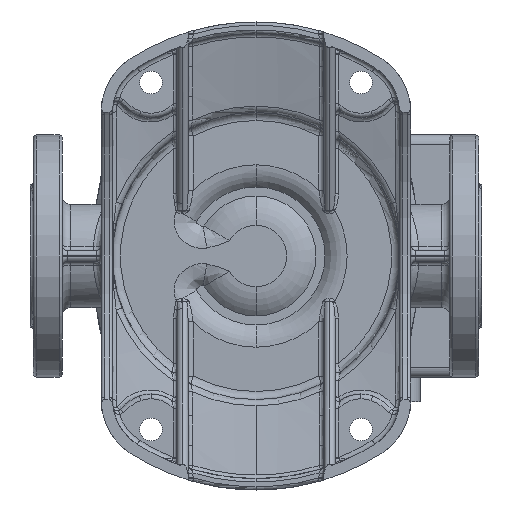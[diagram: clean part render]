
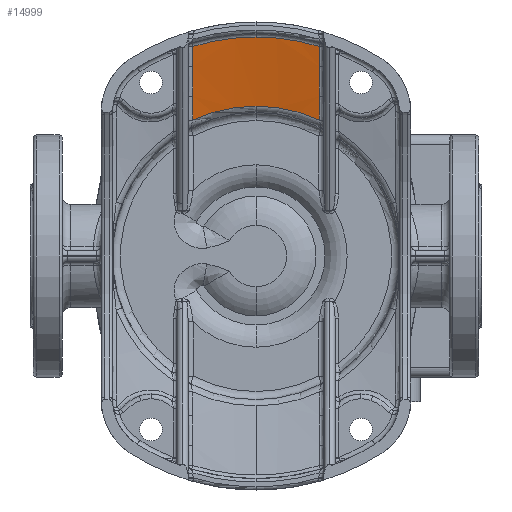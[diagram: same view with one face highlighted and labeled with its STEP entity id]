
A CAD part, front view. The second image highlights one B-rep face of the part: STEP entity #14999.
In plain terms, the highlighted conical face has half-angle 77 degrees and reference radius 38.425 mm.
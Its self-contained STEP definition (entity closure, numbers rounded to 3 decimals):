
#313 = B_SPLINE_CURVE_WITH_KNOTS ( 'NONE', 3,
 ( #17894, #5947, #22770, #45541, #61627, #27620, #68345 ),
 .UNSPECIFIED., .F., .F.,
 ( 4, 3, 4 ),
 ( 0., 0.006, 0.013 ),
 .UNSPECIFIED. ) ;
#1904 = CARTESIAN_POINT ( 'NONE',  ( 0., 33.35, 92.875 ) ) ;
#2515 = CARTESIAN_POINT ( 'NONE',  ( -39.285, 33.35, 84.157 ) ) ;
#2580 = EDGE_CURVE ( 'NONE', #6071, #46988, #53435, .T. ) ;
#2989 = VERTEX_POINT ( 'NONE', #4942 ) ;
#4616 = CARTESIAN_POINT ( 'NONE',  ( 39.249, 30.2, 99.022 ) ) ;
#4942 = CARTESIAN_POINT ( 'NONE',  ( 39.214, 26.209, 117.43 ) ) ;
#4991 = CARTESIAN_POINT ( 'NONE',  ( 39.26, 31.332, 93.746 ) ) ;
#5804 = CARTESIAN_POINT ( 'NONE',  ( 39.249, 30.2, 99.022 ) ) ;
#5947 = CARTESIAN_POINT ( 'NONE',  ( -39.198, 23.9, 127.937 ) ) ;
#6071 = VERTEX_POINT ( 'NONE', #42021 ) ;
#6796 = CARTESIAN_POINT ( 'NONE',  ( -39.214, 26.209, 117.43 ) ) ;
#8005 = ORIENTED_EDGE ( 'NONE', *, *, #65399, .T. ) ;
#8037 = B_SPLINE_CURVE_WITH_KNOTS ( 'NONE', 3,
 ( #5804, #39413, #17022, #68198 ),
 .UNSPECIFIED., .F., .F.,
 ( 4, 4 ),
 ( 0., 1. ),
 .UNSPECIFIED. ) ;
#9994 = ORIENTED_EDGE ( 'NONE', *, *, #2580, .T. ) ;
#11470 = DIRECTION ( 'NONE',  ( 0., -1., 0. ) ) ;
#11479 = CIRCLE ( 'NONE', #62777, 92.875 ) ;
#14999 = ADVANCED_FACE ( 'NONE', ( #47277 ), #23366, .F. ) ;
#17022 = CARTESIAN_POINT ( 'NONE',  ( 39.225, 27.649, 110.85 ) ) ;
#17042 = EDGE_CURVE ( 'NONE', #41134, #61729, #73358, .T. ) ;
#17894 = CARTESIAN_POINT ( 'NONE',  ( -39.195, 23.469, 129.89 ) ) ;
#19633 = EDGE_CURVE ( 'NONE', #61890, #58860, #62300, .T. ) ;
#20801 = CARTESIAN_POINT ( 'NONE',  ( -39.249, 30.2, 99.022 ) ) ;
#20933 = CARTESIAN_POINT ( 'NONE',  ( 0., 33.35, 0. ) ) ;
#21194 = DIRECTION ( 'NONE',  ( 0., 1., 0. ) ) ;
#21932 = CARTESIAN_POINT ( 'NONE',  ( 0., 23.469, 0. ) ) ;
#22770 = CARTESIAN_POINT ( 'NONE',  ( -39.2, 24.331, 125.984 ) ) ;
#23249 = CARTESIAN_POINT ( 'NONE',  ( 0., 23.469, 135.675 ) ) ;
#23366 = CONICAL_SURFACE ( 'NONE', #49618, 38.425, 1.344 ) ;
#24083 = CIRCLE ( 'NONE', #71818, 135.675 ) ;
#24314 = CARTESIAN_POINT ( 'NONE',  ( 39.207, 25.353, 121.337 ) ) ;
#24937 = ORIENTED_EDGE ( 'NONE', *, *, #51400, .T. ) ;
#24978 = EDGE_CURVE ( 'NONE', #61729, #71296, #24083, .T. ) ;
#25565 = CARTESIAN_POINT ( 'NONE',  ( 39.249, 30.2, 99.022 ) ) ;
#25665 = CARTESIAN_POINT ( 'NONE',  ( -39.272, 32.382, 88.791 ) ) ;
#27145 = DIRECTION ( 'NONE',  ( 0., 0., -1. ) ) ;
#27207 = AXIS2_PLACEMENT_3D ( 'NONE', #38723, #21194, #27145 ) ;
#27620 = CARTESIAN_POINT ( 'NONE',  ( -39.21, 25.728, 119.63 ) ) ;
#28406 = EDGE_CURVE ( 'NONE', #46988, #47246, #11479, .T. ) ;
#29159 = CARTESIAN_POINT ( 'NONE',  ( -39.225, 27.649, 110.85 ) ) ;
#30278 = EDGE_LOOP ( 'NONE', ( #9994, #67546, #65592, #72457, #24937, #46908, #71248, #37559, #56748, #8005 ) ) ;
#34279 = B_SPLINE_CURVE_WITH_KNOTS ( 'NONE', 3,
 ( #40035, #57581, #24314, #47081, #63195, #62835, #51608 ),
 .UNSPECIFIED., .F., .F.,
 ( 4, 3, 4 ),
 ( 0., 0.006, 0.013 ),
 .UNSPECIFIED. ) ;
#35369 = EDGE_CURVE ( 'NONE', #47246, #72515, #52331, .T. ) ;
#37166 = DIRECTION ( 'NONE',  ( 0., 0., -1. ) ) ;
#37559 = ORIENTED_EDGE ( 'NONE', *, *, #39469, .T. ) ;
#38723 = CARTESIAN_POINT ( 'NONE',  ( 0., 33.35, 0. ) ) ;
#39413 = CARTESIAN_POINT ( 'NONE',  ( 39.236, 28.98, 104.715 ) ) ;
#39469 = EDGE_CURVE ( 'NONE', #71296, #61890, #313, .T. ) ;
#39856 = CARTESIAN_POINT ( 'NONE',  ( 39.195, 23.469, 129.89 ) ) ;
#40035 = CARTESIAN_POINT ( 'NONE',  ( 39.214, 26.209, 117.43 ) ) ;
#40383 = CARTESIAN_POINT ( 'NONE',  ( -39.236, 28.98, 104.715 ) ) ;
#41110 = AXIS2_PLACEMENT_3D ( 'NONE', #73458, #45040, #61863 ) ;
#41134 = VERTEX_POINT ( 'NONE', #39856 ) ;
#42021 = CARTESIAN_POINT ( 'NONE',  ( -39.285, 33.35, 84.157 ) ) ;
#43822 = CARTESIAN_POINT ( 'NONE',  ( 39.272, 32.382, 88.791 ) ) ;
#45040 = DIRECTION ( 'NONE',  ( 0., -1., 0. ) ) ;
#45304 = EDGE_CURVE ( 'NONE', #72515, #2989, #8037, .T. ) ;
#45541 = CARTESIAN_POINT ( 'NONE',  ( -39.203, 24.761, 124.031 ) ) ;
#46908 = ORIENTED_EDGE ( 'NONE', *, *, #17042, .T. ) ;
#46988 = VERTEX_POINT ( 'NONE', #1904 ) ;
#47081 = CARTESIAN_POINT ( 'NONE',  ( 39.205, 24.924, 123.29 ) ) ;
#47246 = VERTEX_POINT ( 'NONE', #56397 ) ;
#47277 = FACE_OUTER_BOUND ( 'NONE', #30278, .T. ) ;
#47643 = CARTESIAN_POINT ( 'NONE',  ( 0., 45.921, 0. ) ) ;
#48567 = DIRECTION ( 'NONE',  ( 0., 1., 0. ) ) ;
#49189 = B_SPLINE_CURVE_WITH_KNOTS ( 'NONE', 3,
 ( #20801, #71979, #25665, #2515 ),
 .UNSPECIFIED., .F., .F.,
 ( 4, 4 ),
 ( 0., 1. ),
 .UNSPECIFIED. ) ;
#49618 = AXIS2_PLACEMENT_3D ( 'NONE', #47643, #64839, #37166 ) ;
#51400 = EDGE_CURVE ( 'NONE', #2989, #41134, #34279, .T. ) ;
#51608 = CARTESIAN_POINT ( 'NONE',  ( 39.195, 23.469, 129.89 ) ) ;
#52331 = B_SPLINE_CURVE_WITH_KNOTS ( 'NONE', 3,
 ( #66634, #43822, #4991, #4616 ),
 .UNSPECIFIED., .F., .F.,
 ( 4, 4 ),
 ( 0., 1. ),
 .UNSPECIFIED. ) ;
#53435 = CIRCLE ( 'NONE', #27207, 92.875 ) ;
#56397 = CARTESIAN_POINT ( 'NONE',  ( 39.285, 33.35, 84.157 ) ) ;
#56748 = ORIENTED_EDGE ( 'NONE', *, *, #19633, .T. ) ;
#56846 = CARTESIAN_POINT ( 'NONE',  ( -39.249, 30.2, 99.022 ) ) ;
#57581 = CARTESIAN_POINT ( 'NONE',  ( 39.211, 25.782, 119.383 ) ) ;
#58860 = VERTEX_POINT ( 'NONE', #70741 ) ;
#61627 = CARTESIAN_POINT ( 'NONE',  ( -39.207, 25.245, 121.831 ) ) ;
#61729 = VERTEX_POINT ( 'NONE', #23249 ) ;
#61863 = DIRECTION ( 'NONE',  ( 0., 0., -1. ) ) ;
#61890 = VERTEX_POINT ( 'NONE', #6796 ) ;
#62300 = B_SPLINE_CURVE_WITH_KNOTS ( 'NONE', 3,
 ( #69516, #29159, #40383, #56846 ),
 .UNSPECIFIED., .F., .F.,
 ( 4, 4 ),
 ( 0., 1. ),
 .UNSPECIFIED. ) ;
#62777 = AXIS2_PLACEMENT_3D ( 'NONE', #20933, #48567, #71366 ) ;
#62835 = CARTESIAN_POINT ( 'NONE',  ( 39.198, 23.955, 127.69 ) ) ;
#63143 = CARTESIAN_POINT ( 'NONE',  ( -39.195, 23.469, 129.89 ) ) ;
#63195 = CARTESIAN_POINT ( 'NONE',  ( 39.201, 24.44, 125.49 ) ) ;
#64839 = DIRECTION ( 'NONE',  ( 0., -1., 0. ) ) ;
#65399 = EDGE_CURVE ( 'NONE', #58860, #6071, #49189, .T. ) ;
#65592 = ORIENTED_EDGE ( 'NONE', *, *, #35369, .T. ) ;
#66634 = CARTESIAN_POINT ( 'NONE',  ( 39.285, 33.35, 84.157 ) ) ;
#67546 = ORIENTED_EDGE ( 'NONE', *, *, #28406, .T. ) ;
#68198 = CARTESIAN_POINT ( 'NONE',  ( 39.214, 26.209, 117.43 ) ) ;
#68345 = CARTESIAN_POINT ( 'NONE',  ( -39.214, 26.209, 117.43 ) ) ;
#68607 = DIRECTION ( 'NONE',  ( 0., 0., -1. ) ) ;
#69516 = CARTESIAN_POINT ( 'NONE',  ( -39.214, 26.209, 117.43 ) ) ;
#70741 = CARTESIAN_POINT ( 'NONE',  ( -39.249, 30.2, 99.022 ) ) ;
#71248 = ORIENTED_EDGE ( 'NONE', *, *, #24978, .T. ) ;
#71296 = VERTEX_POINT ( 'NONE', #63143 ) ;
#71366 = DIRECTION ( 'NONE',  ( 0., 0., -1. ) ) ;
#71818 = AXIS2_PLACEMENT_3D ( 'NONE', #21932, #11470, #68607 ) ;
#71979 = CARTESIAN_POINT ( 'NONE',  ( -39.26, 31.332, 93.746 ) ) ;
#72457 = ORIENTED_EDGE ( 'NONE', *, *, #45304, .T. ) ;
#72515 = VERTEX_POINT ( 'NONE', #25565 ) ;
#73358 = CIRCLE ( 'NONE', #41110, 135.675 ) ;
#73458 = CARTESIAN_POINT ( 'NONE',  ( 0., 23.469, 0. ) ) ;
